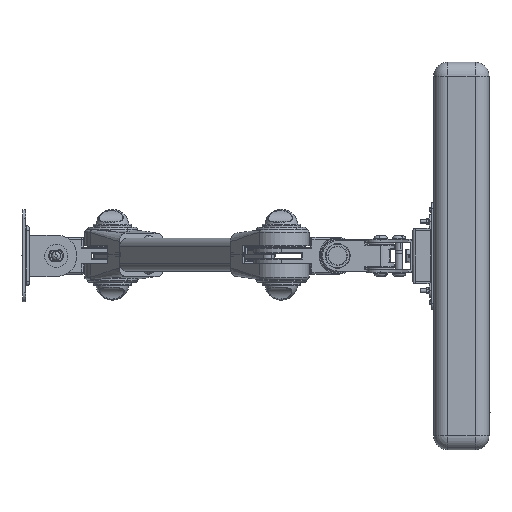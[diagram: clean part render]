
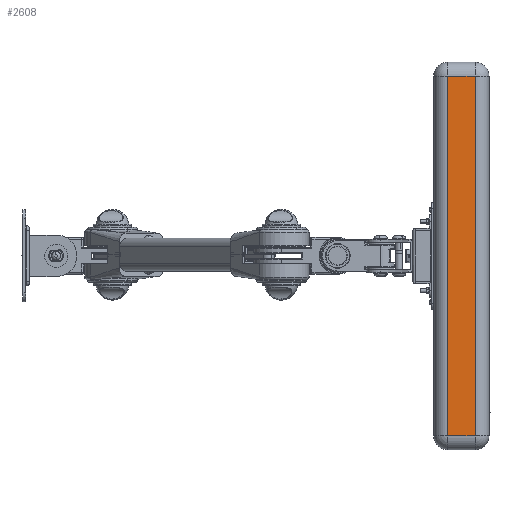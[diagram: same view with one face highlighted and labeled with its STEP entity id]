
A CAD part, front view. The second image highlights one B-rep face of the part: STEP entity #2608.
In plain terms, the highlighted face is planar.
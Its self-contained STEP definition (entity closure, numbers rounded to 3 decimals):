
#1486 = PLANE ( 'NONE',  #43981 ) ;
#1494 = CARTESIAN_POINT ( 'NONE',  ( 0., 0., 60. ) ) ;
#1495 = DIRECTION ( 'NONE',  ( 0., -1., 0. ) ) ;
#1496 = DIRECTION ( 'NONE',  ( 0., 0., -1. ) ) ;
#2608 = ADVANCED_FACE ( 'NONE', ( #48627 ), #1486, .F. ) ;
#18415 = EDGE_CURVE ( 'NONE', #32232, #32230, #37688, .T. ) ;
#18416 = EDGE_CURVE ( 'NONE', #32230, #32222, #37677, .T. ) ;
#18417 = EDGE_CURVE ( 'NONE', #32222, #32221, #37692, .T. ) ;
#18418 = EDGE_CURVE ( 'NONE', #32221, #32232, #37694, .T. ) ;
#32221 = VERTEX_POINT ( 'NONE', #41896 ) ;
#32222 = VERTEX_POINT ( 'NONE', #41897 ) ;
#32230 = VERTEX_POINT ( 'NONE', #41902 ) ;
#32232 = VERTEX_POINT ( 'NONE', #41903 ) ;
#37136 = EDGE_LOOP ( 'NONE', ( #45261, #45262, #45263, #45264 ) ) ;
#37677 = LINE ( 'NONE', #38930, #37693 ) ;
#37688 = LINE ( 'NONE', #38944, #37691 ) ;
#37691 = VECTOR ( 'NONE', #38945, 1000. ) ;
#37692 = LINE ( 'NONE', #38947, #37695 ) ;
#37693 = VECTOR ( 'NONE', #38946, 1000. ) ;
#37694 = LINE ( 'NONE', #38949, #37697 ) ;
#37695 = VECTOR ( 'NONE', #38948, 1000. ) ;
#37697 = VECTOR ( 'NONE', #38950, 1000. ) ;
#38930 = CARTESIAN_POINT ( 'NONE',  ( 405., 0., 45. ) ) ;
#38944 = CARTESIAN_POINT ( 'NONE',  ( 15., 0., 60. ) ) ;
#38945 = DIRECTION ( 'NONE',  ( 0., 0., 1. ) ) ;
#38946 = DIRECTION ( 'NONE',  ( 1., 0., 0. ) ) ;
#38947 = CARTESIAN_POINT ( 'NONE',  ( 405., 0., 60. ) ) ;
#38948 = DIRECTION ( 'NONE',  ( 0., 0., -1. ) ) ;
#38949 = CARTESIAN_POINT ( 'NONE',  ( 0., 0., 15. ) ) ;
#38950 = DIRECTION ( 'NONE',  ( -1., 0., 0. ) ) ;
#41896 = CARTESIAN_POINT ( 'NONE',  ( 405., 0., 15. ) ) ;
#41897 = CARTESIAN_POINT ( 'NONE',  ( 405., 0., 45. ) ) ;
#41902 = CARTESIAN_POINT ( 'NONE',  ( 15., 0., 45. ) ) ;
#41903 = CARTESIAN_POINT ( 'NONE',  ( 15., 0., 15. ) ) ;
#43981 = AXIS2_PLACEMENT_3D ( 'NONE', #1494, #1495, #1496 ) ;
#45261 = ORIENTED_EDGE ( 'NONE', *, *, #18415, .T. ) ;
#45262 = ORIENTED_EDGE ( 'NONE', *, *, #18416, .T. ) ;
#45263 = ORIENTED_EDGE ( 'NONE', *, *, #18417, .T. ) ;
#45264 = ORIENTED_EDGE ( 'NONE', *, *, #18418, .T. ) ;
#48627 = FACE_OUTER_BOUND ( 'NONE', #37136, .T. ) ;
